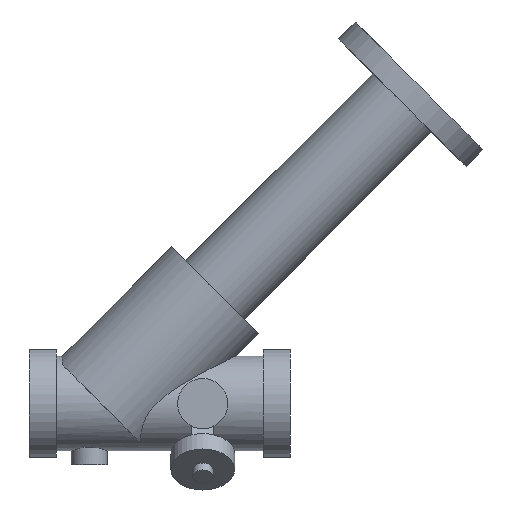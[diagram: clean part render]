
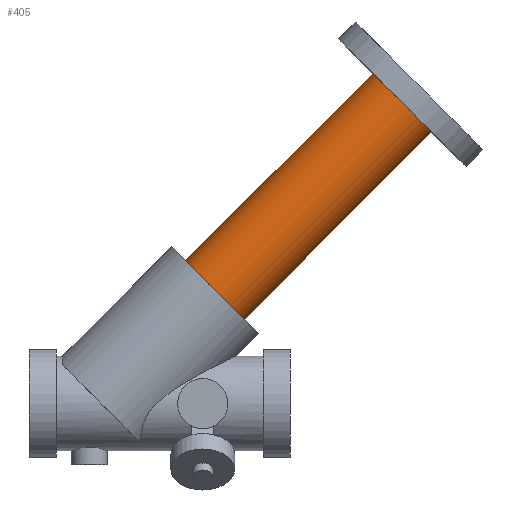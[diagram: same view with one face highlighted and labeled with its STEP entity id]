
A CAD part, front view. The second image highlights one B-rep face of the part: STEP entity #405.
In plain terms, the highlighted cylindrical face has radius 20.5 mm (diameter 41 mm), a full revolution.
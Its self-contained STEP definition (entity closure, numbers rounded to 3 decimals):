
#106=ORIENTED_EDGE('',*,*,#179,.F.);
#107=ORIENTED_EDGE('',*,*,#178,.T.);
#178=EDGE_CURVE('',#219,#219,#247,.T.);
#179=EDGE_CURVE('',#220,#220,#248,.T.);
#219=VERTEX_POINT('',#797);
#220=VERTEX_POINT('',#801);
#247=CIRCLE('',#466,20.5);
#248=CIRCLE('',#469,20.5);
#285=EDGE_LOOP('',(#106));
#286=EDGE_LOOP('',(#107));
#345=FACE_BOUND('',#285,.T.);
#346=FACE_BOUND('',#286,.T.);
#385=CYLINDRICAL_SURFACE('',#468,20.5);
#405=ADVANCED_FACE('',(#345,#346),#385,.T.);
#466=AXIS2_PLACEMENT_3D('',#796,#558,#559);
#468=AXIS2_PLACEMENT_3D('',#799,#562,#563);
#469=AXIS2_PLACEMENT_3D('',#800,#564,#565);
#558=DIRECTION('',(0.707,0.,0.707));
#559=DIRECTION('',(0.707,0.,-0.707));
#562=DIRECTION('',(-0.707,0.,-0.707));
#563=DIRECTION('',(-0.707,0.,0.707));
#564=DIRECTION('',(0.707,0.,0.707));
#565=DIRECTION('',(0.707,0.,-0.707));
#796=CARTESIAN_POINT('',(27.569,0.,56.569));
#797=CARTESIAN_POINT('',(42.064,0.,42.073));
#799=CARTESIAN_POINT('',(120.83,0.,149.83));
#800=CARTESIAN_POINT('',(120.83,0.,149.83));
#801=CARTESIAN_POINT('',(135.325,0.,135.334));
